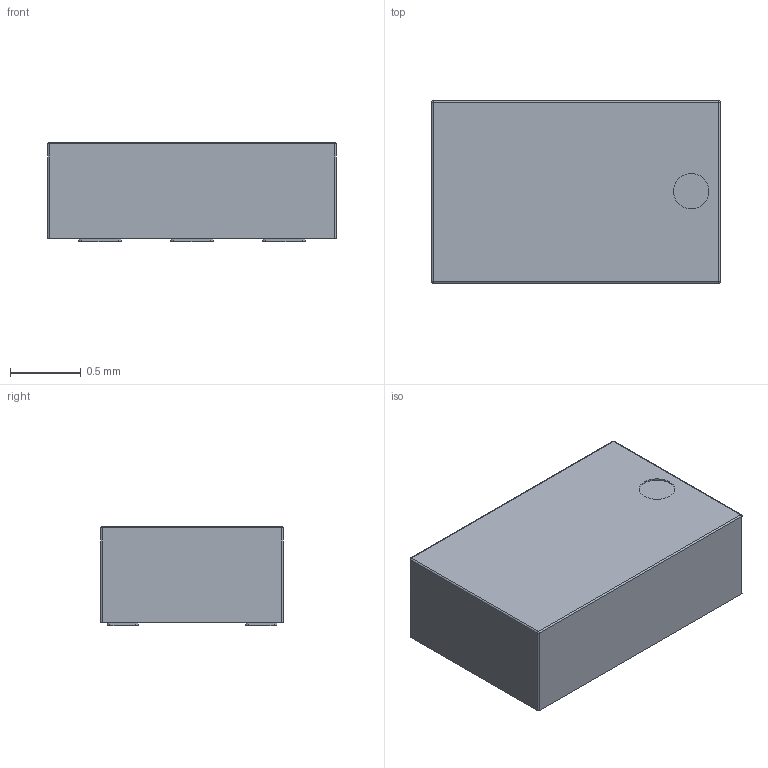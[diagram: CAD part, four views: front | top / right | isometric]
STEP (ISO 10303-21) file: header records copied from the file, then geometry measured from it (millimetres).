
FILE_DESCRIPTION(/* description */ ('Unknown'),/* implementation_level */ '2;1');
FILE_NAME(/* name */ 'BD1631J50100AHF',/* time_stamp */ '2023-11-01T10:35:05+02:00',/* author */ ('Unknown'),/* organization */ ('Unknown'),/* preprocessor_version */ 'ST-DEVELOPER v18.102',/* originating_system */ 'Solid Edge',/* authorisation */ 'Unknown');
FILE_SCHEMA (('AUTOMOTIVE_DESIGN {1 0 10303 214 3 1 1}'));
Length unit declared in the file: millimetre
Products named in the file (1): BD1631J50100AHF
Bounding box: 2.04 x 1.29 x 0.7 mm (x, y, z)
Volume: 1.8 mm3; surface area: 9.9 mm2
Topology: 1 solids, 1 shells, 86 faces, 205 edges, 130 vertices
Faces by surface type: plane 43, cylinder 39, sphere 4
Full cylindrical faces by diameter (mm): 0.105 x5, 0.25 x2
Entity records: 3058 total; most frequent: DIRECTION 446, CARTESIAN_POINT 411, ORIENTED_EDGE 388, EDGE_CURVE 194, AXIS2_PLACEMENT_3D 165, VERTEX_POINT 130, LINE 116, VECTOR 116
